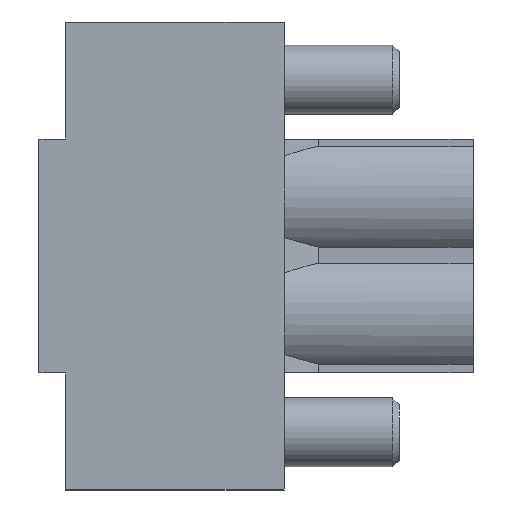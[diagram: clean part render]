
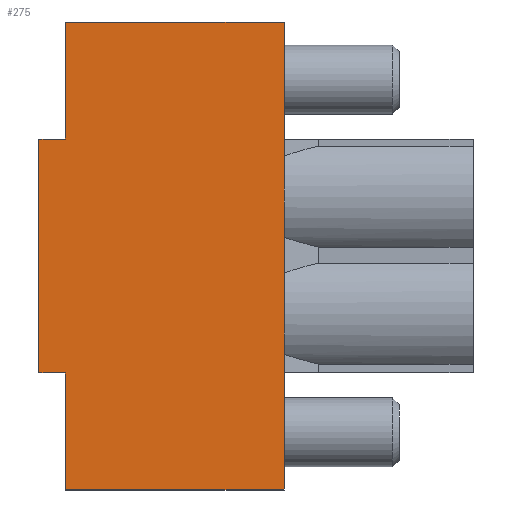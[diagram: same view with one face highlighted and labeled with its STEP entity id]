
A CAD part, front view. The second image highlights one B-rep face of the part: STEP entity #275.
In plain terms, the highlighted planar face has unit normal (0, -1, 0).
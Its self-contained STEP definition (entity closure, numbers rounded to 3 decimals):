
#275 = ADVANCED_FACE( '', ( #629 ), #630, .F. );
#629 = FACE_OUTER_BOUND( '', #1046, .T. );
#630 = PLANE( '', #1047 );
#1046 = EDGE_LOOP( '', ( #1786, #1787, #1788, #1789, #1790, #1791, #1792, #1793 ) );
#1047 = AXIS2_PLACEMENT_3D( '', #1794, #1795, #1796 );
#1786 = ORIENTED_EDGE( '', *, *, #2418, .F. );
#1787 = ORIENTED_EDGE( '', *, *, #2541, .F. );
#1788 = ORIENTED_EDGE( '', *, *, #2542, .F. );
#1789 = ORIENTED_EDGE( '', *, *, #2355, .F. );
#1790 = ORIENTED_EDGE( '', *, *, #2543, .T. );
#1791 = ORIENTED_EDGE( '', *, *, #2281, .T. );
#1792 = ORIENTED_EDGE( '', *, *, #2461, .T. );
#1793 = ORIENTED_EDGE( '', *, *, #2464, .T. );
#1794 = CARTESIAN_POINT( '', ( 565.392, 196.042, 150.92 ) );
#1795 = DIRECTION( '', ( 0., 1., 0. ) );
#1796 = DIRECTION( '', ( 1., 0., 0. ) );
#2281 = EDGE_CURVE( '', #2686, #2687, #2688, .T. );
#2355 = EDGE_CURVE( '', #2809, #2811, #2812, .T. );
#2418 = EDGE_CURVE( '', #2916, #2918, #2919, .T. );
#2461 = EDGE_CURVE( '', #2687, #2989, #2991, .T. );
#2464 = EDGE_CURVE( '', #2989, #2918, #2995, .T. );
#2541 = EDGE_CURVE( '', #3100, #2916, #3101, .T. );
#2542 = EDGE_CURVE( '', #2811, #3100, #3102, .T. );
#2543 = EDGE_CURVE( '', #2809, #2686, #3103, .T. );
#2686 = VERTEX_POINT( '', #3273 );
#2687 = VERTEX_POINT( '', #3274 );
#2688 = LINE( '', #3275, #3276 );
#2809 = VERTEX_POINT( '', #3437 );
#2811 = VERTEX_POINT( '', #3440 );
#2812 = LINE( '', #3441, #3442 );
#2916 = VERTEX_POINT( '', #3583 );
#2918 = VERTEX_POINT( '', #3586 );
#2919 = LINE( '', #3587, #3588 );
#2989 = VERTEX_POINT( '', #3684 );
#2991 = LINE( '', #3687, #3688 );
#2995 = LINE( '', #3692, #3693 );
#3100 = VERTEX_POINT( '', #3834 );
#3101 = LINE( '', #3835, #3836 );
#3102 = LINE( '', #3837, #3838 );
#3103 = LINE( '', #3839, #3840 );
#3273 = CARTESIAN_POINT( '', ( 554.742, 196.042, 145.72 ) );
#3274 = CARTESIAN_POINT( '', ( 555.892, 196.042, 145.72 ) );
#3275 = CARTESIAN_POINT( '', ( 565.392, 196.042, 145.72 ) );
#3276 = VECTOR( '', #4004, 1000. );
#3437 = CARTESIAN_POINT( '', ( 554.742, 196.042, 155.88 ) );
#3440 = CARTESIAN_POINT( '', ( 555.892, 196.042, 155.88 ) );
#3441 = CARTESIAN_POINT( '', ( 565.392, 196.042, 155.88 ) );
#3442 = VECTOR( '', #4091, 1000. );
#3583 = CARTESIAN_POINT( '', ( 565.392, 196.042, 160.96 ) );
#3586 = CARTESIAN_POINT( '', ( 565.392, 196.042, 140.64 ) );
#3587 = CARTESIAN_POINT( '', ( 565.392, 196.042, 150.92 ) );
#3588 = VECTOR( '', #4169, 1000. );
#3684 = CARTESIAN_POINT( '', ( 555.892, 196.042, 140.64 ) );
#3687 = CARTESIAN_POINT( '', ( 555.892, 196.042, 145.72 ) );
#3688 = VECTOR( '', #4224, 1000. );
#3692 = CARTESIAN_POINT( '', ( 565.392, 196.042, 140.64 ) );
#3693 = VECTOR( '', #4228, 1000. );
#3834 = CARTESIAN_POINT( '', ( 555.892, 196.042, 160.96 ) );
#3835 = CARTESIAN_POINT( '', ( 565.392, 196.042, 160.96 ) );
#3836 = VECTOR( '', #4313, 1000. );
#3837 = CARTESIAN_POINT( '', ( 555.892, 196.042, 155.88 ) );
#3838 = VECTOR( '', #4314, 1000. );
#3839 = CARTESIAN_POINT( '', ( 554.742, 196.042, 150.92 ) );
#3840 = VECTOR( '', #4315, 1000. );
#4004 = DIRECTION( '', ( 1., 0., 0. ) );
#4091 = DIRECTION( '', ( 1., 0., 0. ) );
#4169 = DIRECTION( '', ( 0., 0., -1. ) );
#4224 = DIRECTION( '', ( 0., 0., -1. ) );
#4228 = DIRECTION( '', ( 1., 0., 0. ) );
#4313 = DIRECTION( '', ( 1., 0., 0. ) );
#4314 = DIRECTION( '', ( 0., 0., 1. ) );
#4315 = DIRECTION( '', ( 0., 0., -1. ) );
